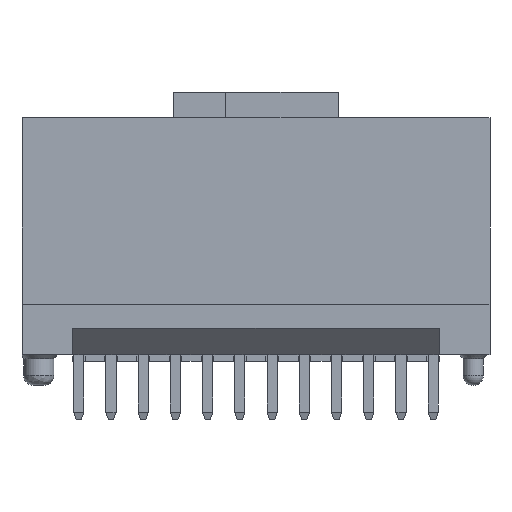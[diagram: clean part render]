
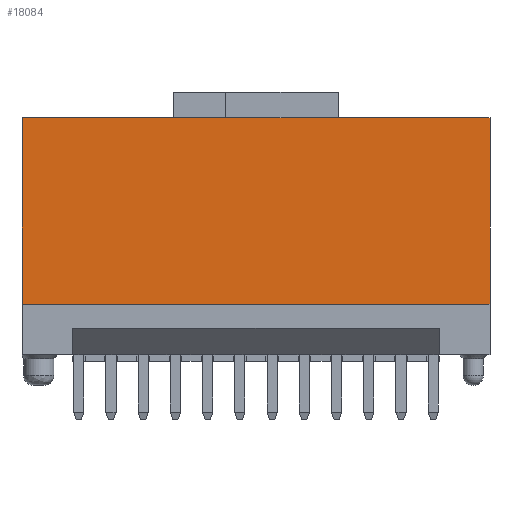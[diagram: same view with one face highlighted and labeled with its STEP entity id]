
A CAD part, front view. The second image highlights one B-rep face of the part: STEP entity #18084.
In plain terms, the highlighted face is planar.
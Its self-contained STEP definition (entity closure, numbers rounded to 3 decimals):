
#14123=CARTESIAN_POINT('',(-12.395,-1.575,2.8));
#14124=VERTEX_POINT('',#14123);
#14141=CARTESIAN_POINT('',(6.045,-1.575,2.8));
#14142=VERTEX_POINT('',#14141);
#14149=CARTESIAN_POINT('',(6.045,-1.575,2.8));
#14150=DIRECTION('',(-1.,0.,0.));
#14151=VECTOR('',#14150,18.44);
#14152=LINE('',#14149,#14151);
#14153=EDGE_CURVE('',#14142,#14124,#14152,.T.);
#17907=CARTESIAN_POINT('',(-12.395,5.775,2.8));
#17908=VERTEX_POINT('',#17907);
#17909=CARTESIAN_POINT('',(-12.395,-1.575,2.8));
#17910=DIRECTION('',(0.,1.,0.));
#17911=VECTOR('',#17910,7.35);
#17912=LINE('',#17909,#17911);
#17913=EDGE_CURVE('',#14124,#17908,#17912,.T.);
#18051=CARTESIAN_POINT('',(6.045,5.775,2.8));
#18052=VERTEX_POINT('',#18051);
#18059=CARTESIAN_POINT('',(6.045,5.775,2.8));
#18060=DIRECTION('',(0.,-1.,0.));
#18061=VECTOR('',#18060,7.35);
#18062=LINE('',#18059,#18061);
#18063=EDGE_CURVE('',#18052,#14142,#18062,.T.);
#18068=CARTESIAN_POINT('',(-3.175,3.175,2.8));
#18069=DIRECTION('',(1.,0.,0.));
#18070=DIRECTION('',(0.,0.,1.));
#18071=AXIS2_PLACEMENT_3D('',#18068,#18070,#18069);
#18072=PLANE('',#18071);
#18073=ORIENTED_EDGE('',*,*,#18063,.F.);
#18074=CARTESIAN_POINT('',(6.045,5.775,2.8));
#18075=DIRECTION('',(-1.,0.,0.));
#18076=VECTOR('',#18075,18.44);
#18077=LINE('',#18074,#18076);
#18078=EDGE_CURVE('',#18052,#17908,#18077,.T.);
#18079=ORIENTED_EDGE('',*,*,#18078,.T.);
#18080=ORIENTED_EDGE('',*,*,#17913,.F.);
#18081=ORIENTED_EDGE('',*,*,#14153,.F.);
#18082=EDGE_LOOP('',(#18073,#18079,#18080,#18081));
#18083=FACE_OUTER_BOUND('',#18082,.T.);
#18084=ADVANCED_FACE('',(#18083),#18072,.T.);
